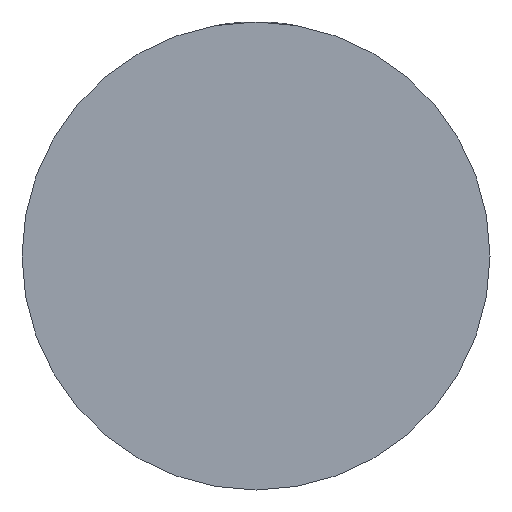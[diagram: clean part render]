
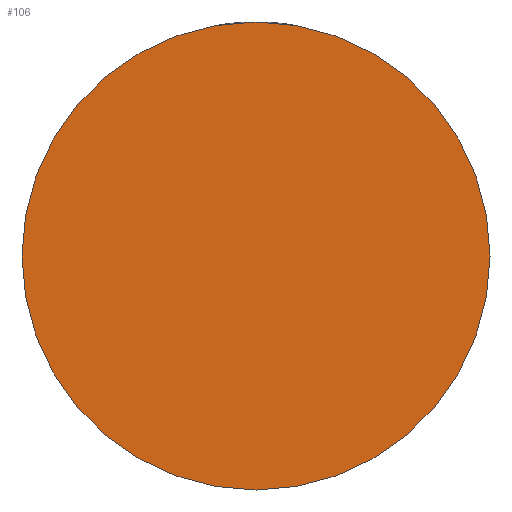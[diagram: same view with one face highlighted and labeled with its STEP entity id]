
A CAD part, front view. The second image highlights one B-rep face of the part: STEP entity #106.
In plain terms, the highlighted planar face has unit normal (0, -1, 0).
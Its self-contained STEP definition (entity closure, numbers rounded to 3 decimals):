
#106 = ADVANCED_FACE( '', ( #216 ), #217, .F. );
#216 = FACE_OUTER_BOUND( '', #312, .T. );
#217 = PLANE( '', #313 );
#312 = EDGE_LOOP( '', ( #434 ) );
#313 = AXIS2_PLACEMENT_3D( '', #435, #436, #437 );
#434 = ORIENTED_EDGE( '', *, *, #461, .T. );
#435 = CARTESIAN_POINT( '', ( 15., 0., 0. ) );
#436 = DIRECTION( '', ( 0., 1., 0. ) );
#437 = DIRECTION( '', ( 0., 0., 1. ) );
#461 = EDGE_CURVE( '', #512, #512, #513, .T. );
#512 = VERTEX_POINT( '', #626 );
#513 = CIRCLE( '', #627, 15. );
#626 = CARTESIAN_POINT( '', ( 0., 0., -15. ) );
#627 = AXIS2_PLACEMENT_3D( '', #688, #689, #690 );
#688 = CARTESIAN_POINT( '', ( 0., 0., 0. ) );
#689 = DIRECTION( '', ( 0., -1., 0. ) );
#690 = DIRECTION( '', ( 0., 0., -1. ) );
